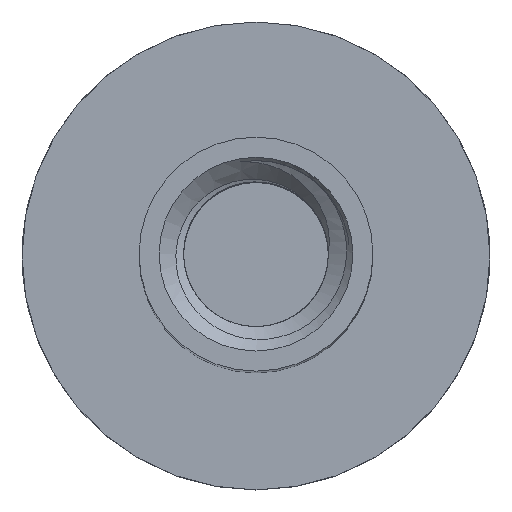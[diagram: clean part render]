
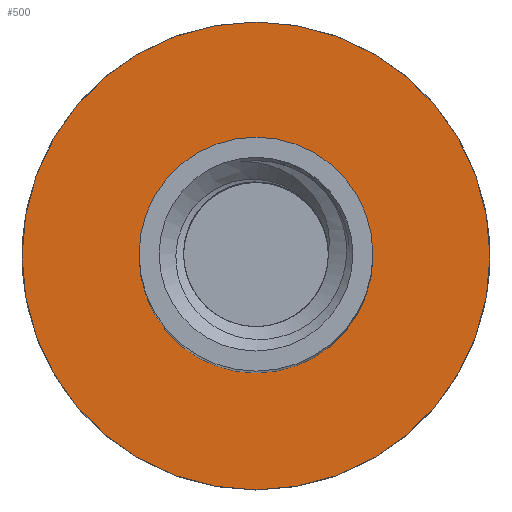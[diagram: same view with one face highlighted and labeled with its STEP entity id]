
A CAD part, top view. The second image highlights one B-rep face of the part: STEP entity #500.
In plain terms, the highlighted planar face has unit normal (0, 0, 1).
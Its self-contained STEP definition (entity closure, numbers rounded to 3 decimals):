
#21=FACE_BOUND('',#88,.T.);
#24=PLANE('',#562);
#55=FACE_OUTER_BOUND('',#87,.T.);
#87=EDGE_LOOP('',(#403));
#88=EDGE_LOOP('',(#404));
#144=CIRCLE('',#553,5.);
#147=CIRCLE('',#557,2.5);
#232=VERTEX_POINT('',#1809);
#234=VERTEX_POINT('',#1816);
#298=EDGE_CURVE('',#232,#232,#144,.T.);
#301=EDGE_CURVE('',#234,#234,#147,.T.);
#403=ORIENTED_EDGE('',*,*,#298,.F.);
#404=ORIENTED_EDGE('',*,*,#301,.T.);
#500=ADVANCED_FACE('',(#55,#21),#24,.T.);
#553=AXIS2_PLACEMENT_3D('',#1811,#647,#648);
#557=AXIS2_PLACEMENT_3D('',#1817,#655,#656);
#562=AXIS2_PLACEMENT_3D('',#1824,#666,#667);
#647=DIRECTION('center_axis',(0.,0.,-1.));
#648=DIRECTION('ref_axis',(0.,1.,0.));
#655=DIRECTION('center_axis',(0.,0.,-1.));
#656=DIRECTION('ref_axis',(0.,1.,0.));
#666=DIRECTION('center_axis',(0.,0.,1.));
#667=DIRECTION('ref_axis',(0.,-1.,0.));
#1809=CARTESIAN_POINT('',(0.,-5.,-9.5));
#1811=CARTESIAN_POINT('Origin',(0.,0.,-9.5));
#1816=CARTESIAN_POINT('',(0.,-2.5,-9.5));
#1817=CARTESIAN_POINT('Origin',(0.,0.,-9.5));
#1824=CARTESIAN_POINT('Origin',(0.,2.5,-9.5));
